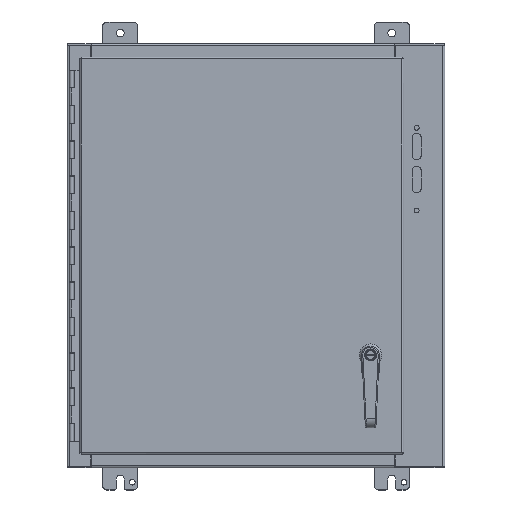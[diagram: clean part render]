
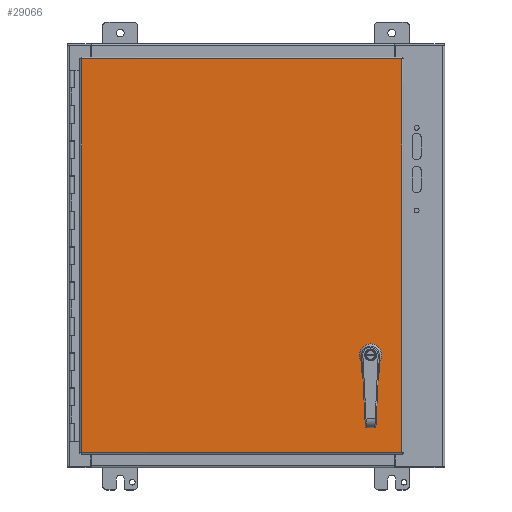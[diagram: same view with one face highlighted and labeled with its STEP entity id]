
A CAD part, top view. The second image highlights one B-rep face of the part: STEP entity #29066.
In plain terms, the highlighted planar face has unit normal (0, 0, 1).
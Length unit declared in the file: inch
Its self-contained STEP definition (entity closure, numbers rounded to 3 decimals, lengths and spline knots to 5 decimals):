
#36 = CARTESIAN_POINT ( 'NONE',  ( 18.95557, 23.14725, 8.875 ) ) ;
#337 = VERTEX_POINT ( 'NONE', #24714 ) ;
#504 = DIRECTION ( 'NONE',  ( -1., 0., 0. ) ) ;
#1017 = DIRECTION ( 'NONE',  ( 0., 0., -1. ) ) ;
#2177 = LINE ( 'NONE', #69589, #18031 ) ;
#3583 = ORIENTED_EDGE ( 'NONE', *, *, #26156, .T. ) ;
#4955 = CARTESIAN_POINT ( 'NONE',  ( 16.9617, 6.7775, 8.875 ) ) ;
#5773 = ORIENTED_EDGE ( 'NONE', *, *, #43054, .T. ) ;
#5780 = CIRCLE ( 'NONE', #12365, 0.453 ) ;
#8280 = CARTESIAN_POINT ( 'NONE',  ( 9.88894, 12.0025, 8.875 ) ) ;
#10403 = CARTESIAN_POINT ( 'NONE',  ( 17.17432, 6.3775, 8.875 ) ) ;
#11050 = VERTEX_POINT ( 'NONE', #27090 ) ;
#11899 = AXIS2_PLACEMENT_3D ( 'NONE', #12083, #45171, #77402 ) ;
#12083 = CARTESIAN_POINT ( 'NONE',  ( 17.17432, 6.3775, 8.875 ) ) ;
#12365 = AXIS2_PLACEMENT_3D ( 'NONE', #10403, #54255, #55069 ) ;
#13997 = VECTOR ( 'NONE', #61590, 39.37008 ) ;
#14107 = EDGE_CURVE ( 'NONE', #23161, #38454, #67113, .T. ) ;
#14257 = AXIS2_PLACEMENT_3D ( 'NONE', #64200, #51787, #504 ) ;
#14441 = DIRECTION ( 'NONE',  ( 1., 0., 0. ) ) ;
#16145 = CARTESIAN_POINT ( 'NONE',  ( 0.82232, 12.0025, 8.875 ) ) ;
#18031 = VECTOR ( 'NONE', #51418, 39.37008 ) ;
#18194 = VERTEX_POINT ( 'NONE', #75168 ) ;
#19610 = CARTESIAN_POINT ( 'NONE',  ( 17.57432, 6.59012, 8.875 ) ) ;
#21553 = VERTEX_POINT ( 'NONE', #72775 ) ;
#21749 = LINE ( 'NONE', #77599, #74209 ) ;
#23161 = VERTEX_POINT ( 'NONE', #26262 ) ;
#24185 = EDGE_LOOP ( 'NONE', ( #48025, #44790, #61474, #44687 ) ) ;
#24245 = DIRECTION ( 'NONE',  ( 0., 1., 0. ) ) ;
#24714 = CARTESIAN_POINT ( 'NONE',  ( 17.38694, 6.7775, 8.875 ) ) ;
#26156 = EDGE_CURVE ( 'NONE', #38454, #337, #44305, .T. ) ;
#26262 = CARTESIAN_POINT ( 'NONE',  ( 16.77432, 6.59012, 8.875 ) ) ;
#26969 = ORIENTED_EDGE ( 'NONE', *, *, #14107, .T. ) ;
#27090 = CARTESIAN_POINT ( 'NONE',  ( 0.82232, 0.85775, 8.875 ) ) ;
#27602 = EDGE_CURVE ( 'NONE', #56482, #36322, #32406, .T. ) ;
#27775 = CIRCLE ( 'NONE', #11899, 0.453 ) ;
#29066 = ADVANCED_FACE ( 'NONE', ( #57110, #76071 ), #34287, .T. ) ;
#29136 = EDGE_CURVE ( 'NONE', #11050, #21553, #36310, .T. ) ;
#32406 = LINE ( 'NONE', #51501, #42204 ) ;
#32559 = EDGE_CURVE ( 'NONE', #18194, #53118, #27775, .T. ) ;
#33463 = DIRECTION ( 'NONE',  ( 0., 0., 1. ) ) ;
#33628 = CARTESIAN_POINT ( 'NONE',  ( 17.17432, 6.3775, 8.875 ) ) ;
#33832 = DIRECTION ( 'NONE',  ( 1., 0., 0. ) ) ;
#33918 = DIRECTION ( 'NONE',  ( 0., -1., 0. ) ) ;
#34287 = PLANE ( 'NONE',  #44356 ) ;
#36050 = EDGE_CURVE ( 'NONE', #53118, #23161, #2177, .T. ) ;
#36310 = LINE ( 'NONE', #42146, #13997 ) ;
#36322 = VERTEX_POINT ( 'NONE', #78038 ) ;
#38454 = VERTEX_POINT ( 'NONE', #4955 ) ;
#39641 = VECTOR ( 'NONE', #24245, 39.37008 ) ;
#40857 = EDGE_CURVE ( 'NONE', #337, #81432, #5780, .T. ) ;
#42096 = CARTESIAN_POINT ( 'NONE',  ( 18.95557, 12.0025, 8.875 ) ) ;
#42146 = CARTESIAN_POINT ( 'NONE',  ( 9.88894, 0.85775, 8.875 ) ) ;
#42204 = VECTOR ( 'NONE', #46073, 39.37008 ) ;
#43054 = EDGE_CURVE ( 'NONE', #56927, #59975, #58143, .T. ) ;
#43839 = ORIENTED_EDGE ( 'NONE', *, *, #78179, .T. ) ;
#44305 = LINE ( 'NONE', #63353, #57948 ) ;
#44356 = AXIS2_PLACEMENT_3D ( 'NONE', #8280, #33463, #14441 ) ;
#44687 = ORIENTED_EDGE ( 'NONE', *, *, #27602, .T. ) ;
#44790 = ORIENTED_EDGE ( 'NONE', *, *, #29136, .T. ) ;
#45171 = DIRECTION ( 'NONE',  ( 0., 0., -1. ) ) ;
#46073 = DIRECTION ( 'NONE',  ( -1., 0., 0. ) ) ;
#47779 = DIRECTION ( 'NONE',  ( -1., 0., 0. ) ) ;
#47921 = CARTESIAN_POINT ( 'NONE',  ( 16.77432, 6.16488, 8.875 ) ) ;
#48025 = ORIENTED_EDGE ( 'NONE', *, *, #60310, .T. ) ;
#49394 = CARTESIAN_POINT ( 'NONE',  ( 16.9617, 5.9775, 8.875 ) ) ;
#50214 = AXIS2_PLACEMENT_3D ( 'NONE', #33628, #1017, #51489 ) ;
#51418 = DIRECTION ( 'NONE',  ( 0., 1., 0. ) ) ;
#51489 = DIRECTION ( 'NONE',  ( -1., 0., 0. ) ) ;
#51501 = CARTESIAN_POINT ( 'NONE',  ( 9.88894, 23.14725, 8.875 ) ) ;
#51787 = DIRECTION ( 'NONE',  ( 0., 0., -1. ) ) ;
#53118 = VERTEX_POINT ( 'NONE', #47921 ) ;
#54255 = DIRECTION ( 'NONE',  ( 0., 0., -1. ) ) ;
#54514 = LINE ( 'NONE', #42096, #39641 ) ;
#55069 = DIRECTION ( 'NONE',  ( -1., 0., 0. ) ) ;
#56482 = VERTEX_POINT ( 'NONE', #36 ) ;
#56927 = VERTEX_POINT ( 'NONE', #57426 ) ;
#57110 = FACE_BOUND ( 'NONE', #67894, .T. ) ;
#57216 = ORIENTED_EDGE ( 'NONE', *, *, #36050, .T. ) ;
#57343 = VECTOR ( 'NONE', #33918, 39.37008 ) ;
#57426 = CARTESIAN_POINT ( 'NONE',  ( 17.57432, 6.16488, 8.875 ) ) ;
#57948 = VECTOR ( 'NONE', #33832, 39.37008 ) ;
#58143 = CIRCLE ( 'NONE', #50214, 0.453 ) ;
#59975 = VERTEX_POINT ( 'NONE', #72684 ) ;
#60310 = EDGE_CURVE ( 'NONE', #36322, #11050, #78190, .T. ) ;
#61474 = ORIENTED_EDGE ( 'NONE', *, *, #76502, .T. ) ;
#61590 = DIRECTION ( 'NONE',  ( 1., 0., 0. ) ) ;
#63353 = CARTESIAN_POINT ( 'NONE',  ( 17.38694, 6.7775, 8.875 ) ) ;
#64200 = CARTESIAN_POINT ( 'NONE',  ( 17.17432, 6.3775, 8.875 ) ) ;
#65241 = DIRECTION ( 'NONE',  ( 0., -1., 0. ) ) ;
#67067 = ORIENTED_EDGE ( 'NONE', *, *, #32559, .T. ) ;
#67113 = CIRCLE ( 'NONE', #14257, 0.453 ) ;
#67323 = ORIENTED_EDGE ( 'NONE', *, *, #68432, .T. ) ;
#67894 = EDGE_LOOP ( 'NONE', ( #5773, #67323, #67067, #57216, #26969, #3583, #72954, #43839 ) ) ;
#68432 = EDGE_CURVE ( 'NONE', #59975, #18194, #79597, .T. ) ;
#69589 = CARTESIAN_POINT ( 'NONE',  ( 16.77432, 6.59012, 8.875 ) ) ;
#72684 = CARTESIAN_POINT ( 'NONE',  ( 17.38694, 5.9775, 8.875 ) ) ;
#72775 = CARTESIAN_POINT ( 'NONE',  ( 18.95557, 0.85775, 8.875 ) ) ;
#72954 = ORIENTED_EDGE ( 'NONE', *, *, #40857, .T. ) ;
#73420 = VECTOR ( 'NONE', #47779, 39.37008 ) ;
#74209 = VECTOR ( 'NONE', #65241, 39.37008 ) ;
#75168 = CARTESIAN_POINT ( 'NONE',  ( 16.9617, 5.9775, 8.875 ) ) ;
#76071 = FACE_OUTER_BOUND ( 'NONE', #24185, .T. ) ;
#76502 = EDGE_CURVE ( 'NONE', #21553, #56482, #54514, .T. ) ;
#77402 = DIRECTION ( 'NONE',  ( -1., 0., 0. ) ) ;
#77599 = CARTESIAN_POINT ( 'NONE',  ( 17.57432, 6.16488, 8.875 ) ) ;
#78038 = CARTESIAN_POINT ( 'NONE',  ( 0.82232, 23.14725, 8.875 ) ) ;
#78179 = EDGE_CURVE ( 'NONE', #81432, #56927, #21749, .T. ) ;
#78190 = LINE ( 'NONE', #16145, #57343 ) ;
#79597 = LINE ( 'NONE', #49394, #73420 ) ;
#81432 = VERTEX_POINT ( 'NONE', #19610 ) ;
